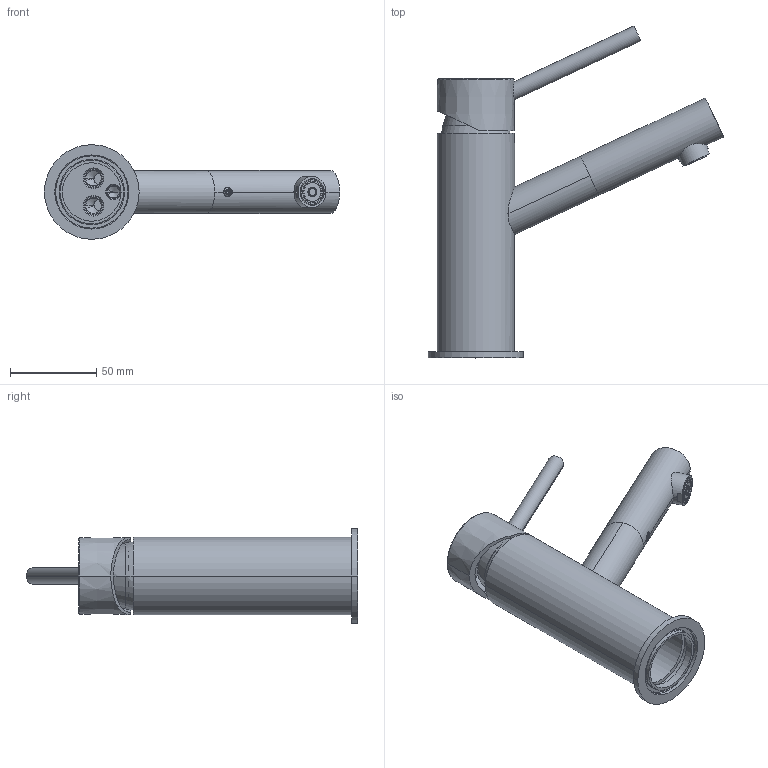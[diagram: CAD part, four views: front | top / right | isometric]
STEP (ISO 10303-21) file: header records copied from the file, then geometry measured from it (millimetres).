
FILE_DESCRIPTION((''),'2;1');
FILE_NAME('BI071CR_ASM','2021-04-09T16:54:28',('ut3'),('PAFFONI SpA'),'CREO PARAMETRIC BY PTC INC, 2020044','CREO PARAMETRIC BY PTC INC, 2020044','');
FILE_SCHEMA(('CONFIG_CONTROL_DESIGN','SHAPE_APPEARANCE_LAYERS_GROUPS'));
Length unit declared in the file: millimetre
Products named in the file (28): 1000023GR; 4071069_CORPO; 4071069_ROTAZIONE; 4071069_ASTA; 4071069_FONDELLO; 4071069_GHIERA; 4071069_ASM; 2041630GR; 1000505GR; 1000046ZCR; 2051052GR; 2092544_AF0; 1000053GR; 1000266GR; 1000167GR; 2092017_AF0; 2092017_AF1; 2092002_AF0; 5004014GR_ASM; 1000055CR; 1000044GR; 2042053NI; 1000052GR_; CACAS18; GU15X11X2-7; AR0002_ASM; AR0029_ASM; BI071CR_ASM
Assembly tree (27 placements, depth 4):
  BI071CR_ASM
    1000023GR
    4071069_ASM
      4071069_CORPO
      4071069_ROTAZIONE
      4071069_ASTA
      4071069_FONDELLO
      4071069_GHIERA
    2041630GR
    1000505GR
    1000046ZCR
    2051052GR
    2092544_AF0
    1000053GR
    1000266GR
    5004014GR_ASM
      1000167GR
      2092017_AF0
      2092017_AF1
      2092002_AF0
    1000055CR
    1000044GR
    2042053NI
    AR0029_ASM
      1000052GR_
      AR0002_ASM
        CACAS18
        GU15X11X2-7
Bounding box: 171.45 x 192.84 x 55 mm (x, y, z)
Volume: 230999.1 mm3; surface area: 108144 mm2
Topology: 23 solids, 38 shells, 1482 faces, 3764 edges, 2379 vertices
Faces by surface type: plane 735, cylinder 416, cone 134, torus 129, bspline 44, sphere 24
Entity records: 61370 total; most frequent: CARTESIAN_POINT 12614, DIRECTION 7655, ORIENTED_EDGE 7404, PRESENTATION_STYLE_ASSIGNMENT 3899, STYLED_ITEM 3899, CURVE_STYLE 3734, EDGE_CURVE 3734, AXIS2_PLACEMENT_3D 2886
